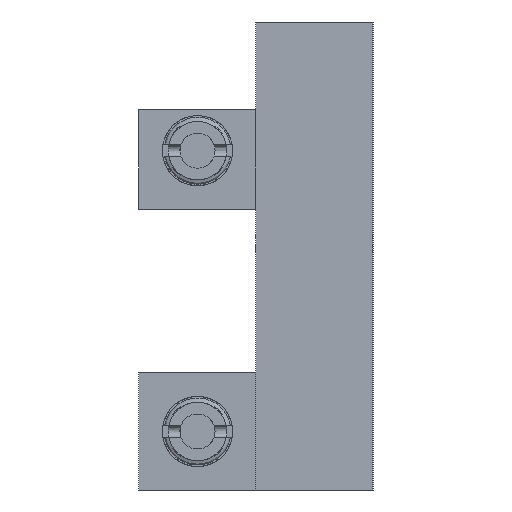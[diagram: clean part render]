
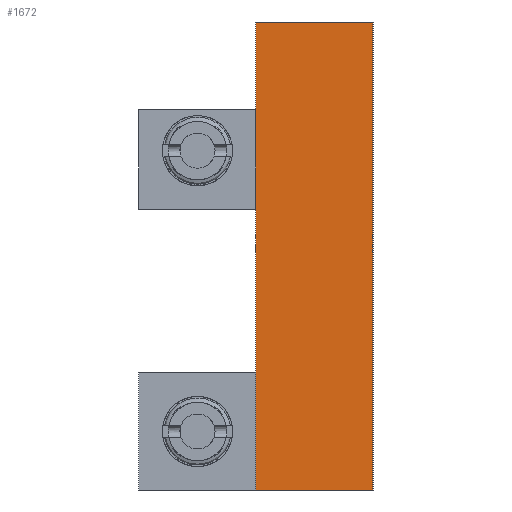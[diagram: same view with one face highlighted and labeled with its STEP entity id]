
A CAD part, left-side view. The second image highlights one B-rep face of the part: STEP entity #1672.
In plain terms, the highlighted planar face has unit normal (-1, 0, 0).
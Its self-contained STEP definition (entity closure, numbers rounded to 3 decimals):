
#236=FACE_OUTER_BOUND('',#328,.T.);
#328=EDGE_LOOP('',(#1495,#1496,#1497,#1498));
#446=LINE('',#3811,#568);
#447=LINE('',#3814,#569);
#448=LINE('',#3816,#570);
#449=LINE('',#3817,#571);
#568=VECTOR('',#2282,10.);
#569=VECTOR('',#2285,10.);
#570=VECTOR('',#2286,10.);
#571=VECTOR('',#2287,10.);
#799=VERTEX_POINT('',#3804);
#802=VERTEX_POINT('',#3809);
#803=VERTEX_POINT('',#3813);
#804=VERTEX_POINT('',#3815);
#1040=EDGE_CURVE('',#799,#802,#446,.T.);
#1041=EDGE_CURVE('',#803,#799,#447,.T.);
#1042=EDGE_CURVE('',#804,#802,#448,.T.);
#1043=EDGE_CURVE('',#803,#804,#449,.T.);
#1495=ORIENTED_EDGE('',*,*,#1041,.T.);
#1496=ORIENTED_EDGE('',*,*,#1040,.T.);
#1497=ORIENTED_EDGE('',*,*,#1042,.F.);
#1498=ORIENTED_EDGE('',*,*,#1043,.F.);
#1584=PLANE('',#1848);
#1672=ADVANCED_FACE('',(#236),#1584,.T.);
#1848=AXIS2_PLACEMENT_3D('',#3812,#2283,#2284);
#2282=DIRECTION('',(0.,1.,0.));
#2283=DIRECTION('center_axis',(-1.,0.,0.));
#2284=DIRECTION('ref_axis',(0.,0.,1.));
#2285=DIRECTION('',(0.,0.,1.));
#2286=DIRECTION('',(0.,0.,1.));
#2287=DIRECTION('',(0.,1.,0.));
#3804=CARTESIAN_POINT('',(-163.85,0.,20.));
#3809=CARTESIAN_POINT('',(-163.85,10.,20.));
#3811=CARTESIAN_POINT('',(-163.85,0.,20.));
#3812=CARTESIAN_POINT('Origin',(-163.85,0.,-20.));
#3813=CARTESIAN_POINT('',(-163.85,0.,-20.));
#3814=CARTESIAN_POINT('',(-163.85,0.,-20.));
#3815=CARTESIAN_POINT('',(-163.85,10.,-20.));
#3816=CARTESIAN_POINT('',(-163.85,10.,-20.));
#3817=CARTESIAN_POINT('',(-163.85,0.,-20.));
